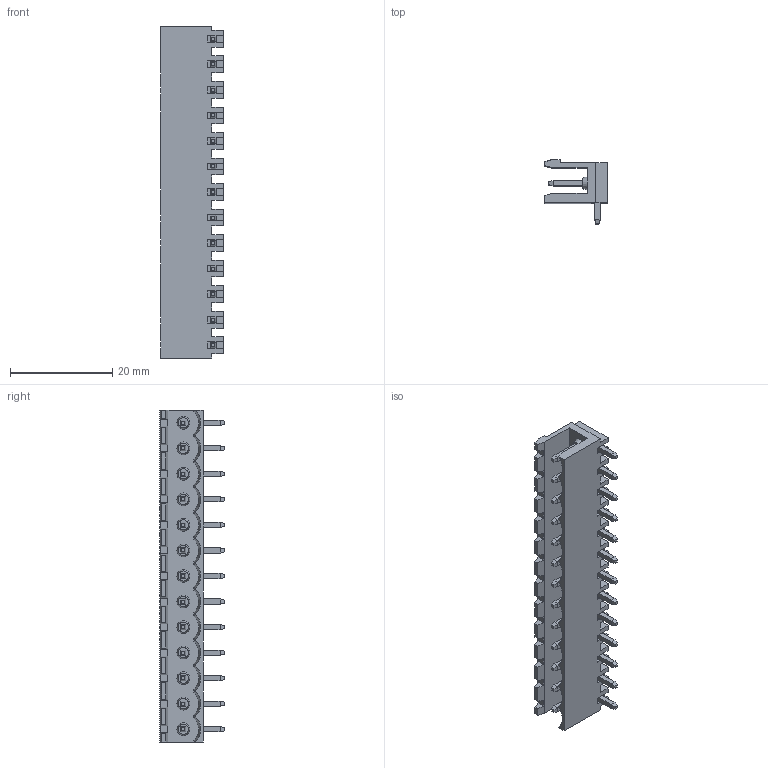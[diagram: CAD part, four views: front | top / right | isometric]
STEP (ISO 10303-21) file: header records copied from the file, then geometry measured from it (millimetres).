
FILE_DESCRIPTION(('STEP AP214'),'1');
FILE_NAME('PV13-5-H.stp','2021-03-31T16:00:57',(' '),(' '),'Spatial InterOp 3D',' ',' ');
FILE_SCHEMA(('automotive_design'));
Length unit declared in the file: metre
Products named in the file (1): 1
Bounding box: 12.2 x 12.6 x 65 mm (x, y, z)
Volume: 2831.3 mm3; surface area: 5444.4 mm2
Topology: 1 solids, 1 shells, 689 faces, 1727 edges, 1095 vertices
Faces by surface type: plane 632, cylinder 30, cone 26, extrusion 1
Entity records: 25392 total; most frequent: CARTESIAN_POINT 3569, ORIENTED_EDGE 3402, DIRECTION 3151, EDGE_CURVE 1701, VECTOR 1575, LINE 1574, VERTEX_POINT 1082, AXIS2_PLACEMENT_3D 788
